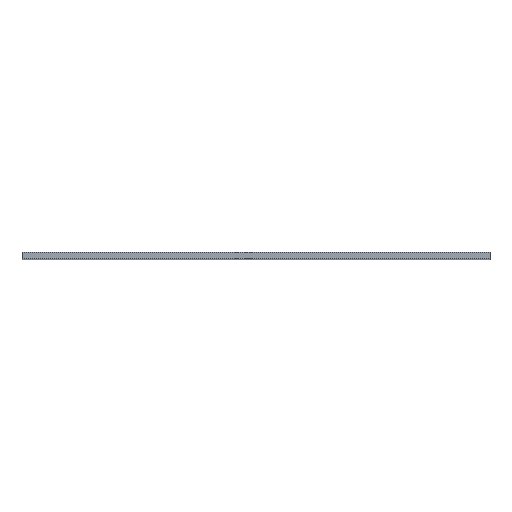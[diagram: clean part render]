
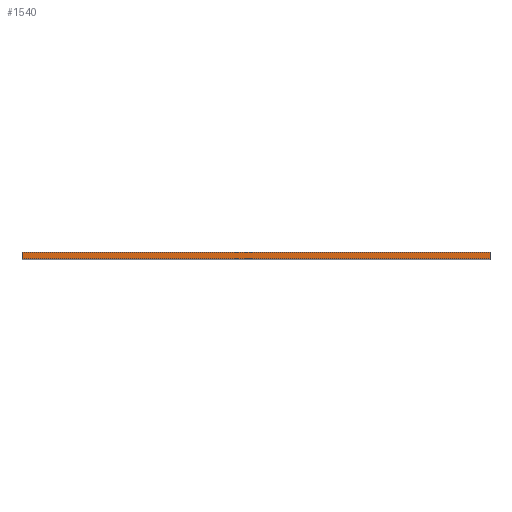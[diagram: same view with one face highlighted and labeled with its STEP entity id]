
A CAD part, top view. The second image highlights one B-rep face of the part: STEP entity #1540.
In plain terms, the highlighted planar face has unit normal (0, 0, 1).
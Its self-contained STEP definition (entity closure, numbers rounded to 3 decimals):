
#26 = EDGE_CURVE ( 'NONE', #44, #408, #966, .T. ) ;
#38 = CARTESIAN_POINT ( 'NONE',  ( 8.74, 3.175, 495.725 ) ) ;
#44 = VERTEX_POINT ( 'NONE', #93 ) ;
#62 = ORIENTED_EDGE ( 'NONE', *, *, #314, .T. ) ;
#89 = EDGE_CURVE ( 'NONE', #893, #408, #1405, .T. ) ;
#93 = CARTESIAN_POINT ( 'NONE',  ( -227.61, 3.175, 495.725 ) ) ;
#188 = LINE ( 'NONE', #1256, #1663 ) ;
#199 = EDGE_LOOP ( 'NONE', ( #429, #1633, #62, #1409 ) ) ;
#234 = CARTESIAN_POINT ( 'NONE',  ( 8.74, 0., 495.725 ) ) ;
#314 = EDGE_CURVE ( 'NONE', #372, #44, #1095, .T. ) ;
#339 = DIRECTION ( 'NONE',  ( 0., -1., 0. ) ) ;
#372 = VERTEX_POINT ( 'NONE', #1656 ) ;
#408 = VERTEX_POINT ( 'NONE', #717 ) ;
#429 = ORIENTED_EDGE ( 'NONE', *, *, #89, .F. ) ;
#464 = DIRECTION ( 'NONE',  ( -1., 0., 0. ) ) ;
#588 = DIRECTION ( 'NONE',  ( -1., 0., 0. ) ) ;
#651 = PLANE ( 'NONE',  #1724 ) ;
#717 = CARTESIAN_POINT ( 'NONE',  ( -227.61, 0., 495.725 ) ) ;
#758 = VECTOR ( 'NONE', #339, 1000. ) ;
#780 = DIRECTION ( 'NONE',  ( 1., 0., 0. ) ) ;
#893 = VERTEX_POINT ( 'NONE', #234 ) ;
#897 = VECTOR ( 'NONE', #464, 1000. ) ;
#966 = LINE ( 'NONE', #1415, #758 ) ;
#1018 = CARTESIAN_POINT ( 'NONE',  ( 8.74, 0., 495.725 ) ) ;
#1095 = LINE ( 'NONE', #38, #1304 ) ;
#1153 = DIRECTION ( 'NONE',  ( 0., 0., 1. ) ) ;
#1168 = EDGE_CURVE ( 'NONE', #372, #893, #188, .T. ) ;
#1256 = CARTESIAN_POINT ( 'NONE',  ( 8.74, 3.175, 495.725 ) ) ;
#1304 = VECTOR ( 'NONE', #588, 1000. ) ;
#1398 = DIRECTION ( 'NONE',  ( 0., -1., 0. ) ) ;
#1405 = LINE ( 'NONE', #1018, #897 ) ;
#1409 = ORIENTED_EDGE ( 'NONE', *, *, #26, .T. ) ;
#1415 = CARTESIAN_POINT ( 'NONE',  ( -227.61, 3.175, 495.725 ) ) ;
#1447 = CARTESIAN_POINT ( 'NONE',  ( 8.74, 3.175, 495.725 ) ) ;
#1540 = ADVANCED_FACE ( 'NONE', ( #1559 ), #651, .T. ) ;
#1559 = FACE_OUTER_BOUND ( 'NONE', #199, .T. ) ;
#1633 = ORIENTED_EDGE ( 'NONE', *, *, #1168, .F. ) ;
#1656 = CARTESIAN_POINT ( 'NONE',  ( 8.74, 3.175, 495.725 ) ) ;
#1663 = VECTOR ( 'NONE', #1398, 1000. ) ;
#1724 = AXIS2_PLACEMENT_3D ( 'NONE', #1447, #1153, #780 ) ;
